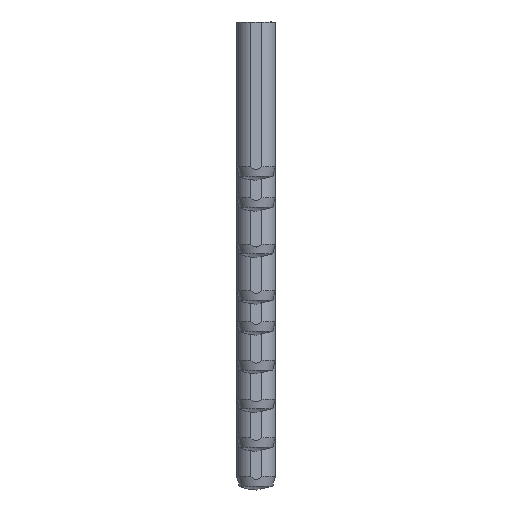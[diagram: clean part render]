
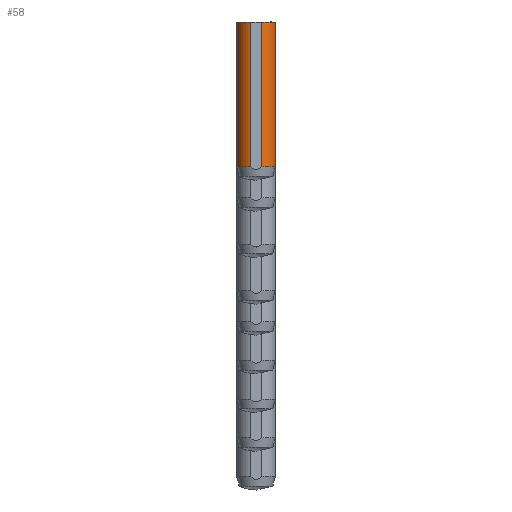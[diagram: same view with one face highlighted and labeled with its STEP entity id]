
A CAD part, left-side view. The second image highlights one B-rep face of the part: STEP entity #58.
In plain terms, the highlighted free-form (B-spline) face has degree [2, 1] with [7, 2] control points.
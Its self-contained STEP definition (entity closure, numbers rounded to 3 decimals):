
#35 = EDGE_CURVE('',#36,#38,#40,.T.);
#36 = VERTEX_POINT('',#37);
#37 = CARTESIAN_POINT('',(260.027,-1250.052,
    37.744));
#38 = VERTEX_POINT('',#39);
#39 = CARTESIAN_POINT('',(260.027,-1251.864,
    37.744));
#40 = ( BOUNDED_CURVE() B_SPLINE_CURVE(2,(#41,#42,#43,#44,#45,#46,#47),
.UNSPECIFIED.,.F.,.F.) B_SPLINE_CURVE_WITH_KNOTS((3,2,2,3),(
    0.284,2.189,4.094,5.999),
.PIECEWISE_BEZIER_KNOTS.) CURVE() GEOMETRIC_REPRESENTATION_ITEM() 
RATIONAL_B_SPLINE_CURVE((1.,0.58,1.,0.58,1.,
0.58,1.)) REPRESENTATION_ITEM('') );
#41 = CARTESIAN_POINT('',(260.027,-1250.052,
    37.744));
#42 = CARTESIAN_POINT('',(261.3,-1245.685,
    37.744));
#43 = CARTESIAN_POINT('',(265.008,-1248.321,
    37.744));
#44 = CARTESIAN_POINT('',(268.715,-1250.958,
    37.744));
#45 = CARTESIAN_POINT('',(265.008,-1253.594,
    37.744));
#46 = CARTESIAN_POINT('',(261.3,-1256.231,
    37.744));
#47 = CARTESIAN_POINT('',(260.027,-1251.864,
    37.744));
#58 = ADVANCED_FACE('',(#59),#86,.T.);
#59 = FACE_BOUND('',#60,.T.);
#60 = EDGE_LOOP('',(#61,#68,#80,#85));
#61 = ORIENTED_EDGE('',*,*,#62,.F.);
#62 = EDGE_CURVE('',#63,#38,#65,.T.);
#63 = VERTEX_POINT('',#64);
#64 = CARTESIAN_POINT('',(260.027,-1251.864,
    13.566));
#65 = B_SPLINE_CURVE_WITH_KNOTS('',1,(#66,#67),.UNSPECIFIED.,.F.,.F.,(2,
    2),(4.65,23.333),.PIECEWISE_BEZIER_KNOTS.);
#66 = CARTESIAN_POINT('',(260.027,-1251.864,
    13.566));
#67 = CARTESIAN_POINT('',(260.027,-1251.864,
    37.744));
#68 = ORIENTED_EDGE('',*,*,#69,.F.);
#69 = EDGE_CURVE('',#70,#63,#72,.T.);
#70 = VERTEX_POINT('',#71);
#71 = CARTESIAN_POINT('',(260.027,-1250.052,
    13.566));
#72 = ( BOUNDED_CURVE() B_SPLINE_CURVE(2,(#73,#74,#75,#76,#77,#78,#79),
.UNSPECIFIED.,.F.,.F.) B_SPLINE_CURVE_WITH_KNOTS((3,2,2,3),(
    0.284,2.189,4.094,5.999),
.PIECEWISE_BEZIER_KNOTS.) CURVE() GEOMETRIC_REPRESENTATION_ITEM() 
RATIONAL_B_SPLINE_CURVE((1.,0.58,1.,0.58,1.,
0.58,1.)) REPRESENTATION_ITEM('') );
#73 = CARTESIAN_POINT('',(260.027,-1250.052,
    13.566));
#74 = CARTESIAN_POINT('',(261.3,-1245.685,
    13.566));
#75 = CARTESIAN_POINT('',(265.008,-1248.321,
    13.566));
#76 = CARTESIAN_POINT('',(268.715,-1250.958,
    13.566));
#77 = CARTESIAN_POINT('',(265.008,-1253.594,
    13.566));
#78 = CARTESIAN_POINT('',(261.3,-1256.231,
    13.566));
#79 = CARTESIAN_POINT('',(260.027,-1251.864,
    13.566));
#80 = ORIENTED_EDGE('',*,*,#81,.F.);
#81 = EDGE_CURVE('',#36,#70,#82,.T.);
#82 = B_SPLINE_CURVE_WITH_KNOTS('',1,(#83,#84),.UNSPECIFIED.,.F.,.F.,(2,
    2),(-23.333,-4.65),.PIECEWISE_BEZIER_KNOTS.);
#83 = CARTESIAN_POINT('',(260.027,-1250.052,
    37.744));
#84 = CARTESIAN_POINT('',(260.027,-1250.052,
    13.566));
#85 = ORIENTED_EDGE('',*,*,#35,.T.);
#86 = ( BOUNDED_SURFACE() B_SPLINE_SURFACE(2,1,(
    (#87,#88)
    ,(#89,#90)
    ,(#91,#92)
    ,(#93,#94)
    ,(#95,#96)
    ,(#97,#98)
,(#99,#100
    )),.UNSPECIFIED.,.F.,.F.,.F.) B_SPLINE_SURFACE_WITH_KNOTS((3,2,2,3),
  (2,2),(3.425,5.331,7.236,9.141),(
    -23.333,-4.65),.PIECEWISE_BEZIER_KNOTS.) 
GEOMETRIC_REPRESENTATION_ITEM() RATIONAL_B_SPLINE_SURFACE((
    (1.,1.)
    ,(0.58,0.58)
    ,(1.,1.)
    ,(0.58,0.58)
    ,(1.,1.)
    ,(0.58,0.58)
,(1.,1.))) REPRESENTATION_ITEM('') SURFACE() );
#87 = CARTESIAN_POINT('',(260.027,-1250.052,
    37.744));
#88 = CARTESIAN_POINT('',(260.027,-1250.052,
    13.566));
#89 = CARTESIAN_POINT('',(261.3,-1245.685,
    37.744));
#90 = CARTESIAN_POINT('',(261.3,-1245.685,
    13.566));
#91 = CARTESIAN_POINT('',(265.008,-1248.321,
    37.744));
#92 = CARTESIAN_POINT('',(265.008,-1248.321,
    13.566));
#93 = CARTESIAN_POINT('',(268.715,-1250.958,
    37.744));
#94 = CARTESIAN_POINT('',(268.715,-1250.958,
    13.566));
#95 = CARTESIAN_POINT('',(265.008,-1253.594,
    37.744));
#96 = CARTESIAN_POINT('',(265.008,-1253.594,
    13.566));
#97 = CARTESIAN_POINT('',(261.3,-1256.231,
    37.744));
#98 = CARTESIAN_POINT('',(261.3,-1256.231,
    13.566));
#99 = CARTESIAN_POINT('',(260.027,-1251.864,
    37.744));
#100 = CARTESIAN_POINT('',(260.027,-1251.864,
    13.566));
